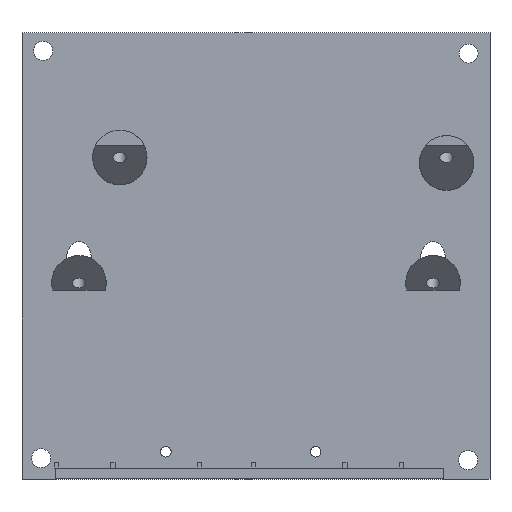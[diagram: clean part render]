
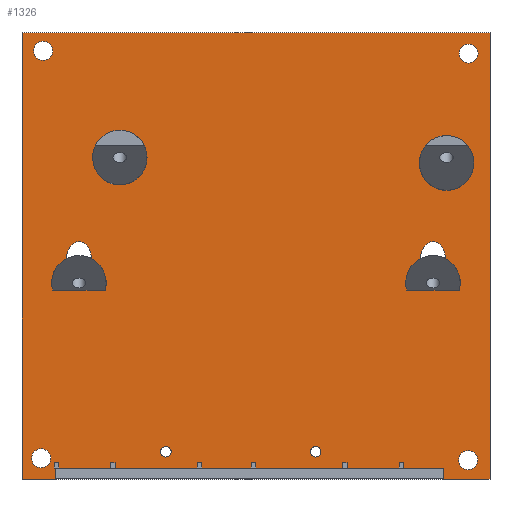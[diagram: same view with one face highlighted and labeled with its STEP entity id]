
A CAD part, top view. The second image highlights one B-rep face of the part: STEP entity #1326.
In plain terms, the highlighted planar face has unit normal (0, 0, 1).
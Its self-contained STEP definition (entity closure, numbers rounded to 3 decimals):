
#35=LINE('',#2058,#151);
#37=LINE('',#2074,#153);
#41=LINE('',#2082,#157);
#43=LINE('',#2086,#159);
#45=LINE('',#2102,#161);
#46=LINE('',#2105,#162);
#47=LINE('',#2107,#163);
#48=LINE('',#2108,#164);
#49=LINE('',#2110,#165);
#50=LINE('',#2112,#166);
#151=VECTOR('',#1622,1000.);
#153=VECTOR('',#1638,1000.);
#157=VECTOR('',#1642,1000.);
#159=VECTOR('',#1646,1000.);
#161=VECTOR('',#1666,1000.);
#162=VECTOR('',#1671,1000.);
#163=VECTOR('',#1674,1000.);
#164=VECTOR('',#1675,1000.);
#165=VECTOR('',#1676,1000.);
#166=VECTOR('',#1677,1000.);
#263=ELLIPSE('',#1456,4.131,2.921);
#264=ELLIPSE('',#1457,4.131,2.921);
#272=PLANE('',#1455);
#397=ORIENTED_EDGE('',*,*,#729,.F.);
#398=ORIENTED_EDGE('',*,*,#678,.T.);
#399=ORIENTED_EDGE('',*,*,#730,.F.);
#400=ORIENTED_EDGE('',*,*,#680,.T.);
#401=ORIENTED_EDGE('',*,*,#731,.F.);
#402=ORIENTED_EDGE('',*,*,#691,.T.);
#403=ORIENTED_EDGE('',*,*,#732,.F.);
#404=ORIENTED_EDGE('',*,*,#687,.T.);
#405=ORIENTED_EDGE('',*,*,#728,.F.);
#406=ORIENTED_EDGE('',*,*,#722,.F.);
#407=ORIENTED_EDGE('',*,*,#720,.F.);
#408=ORIENTED_EDGE('',*,*,#733,.T.);
#409=ORIENTED_EDGE('',*,*,#734,.T.);
#410=ORIENTED_EDGE('',*,*,#735,.T.);
#411=ORIENTED_EDGE('',*,*,#716,.F.);
#412=ORIENTED_EDGE('',*,*,#708,.F.);
#413=ORIENTED_EDGE('',*,*,#724,.T.);
#414=ORIENTED_EDGE('',*,*,#725,.T.);
#415=ORIENTED_EDGE('',*,*,#736,.T.);
#416=ORIENTED_EDGE('',*,*,#737,.T.);
#417=ORIENTED_EDGE('',*,*,#726,.T.);
#418=ORIENTED_EDGE('',*,*,#727,.T.);
#419=ORIENTED_EDGE('',*,*,#702,.T.);
#420=ORIENTED_EDGE('',*,*,#695,.T.);
#678=EDGE_CURVE('',#851,#852,#969,.T.);
#680=EDGE_CURVE('',#854,#853,#970,.T.);
#687=EDGE_CURVE('',#861,#860,#973,.T.);
#691=EDGE_CURVE('',#859,#864,#974,.T.);
#695=EDGE_CURVE('',#868,#868,#977,.T.);
#702=EDGE_CURVE('',#875,#875,#981,.T.);
#708=EDGE_CURVE('',#878,#879,#35,.T.);
#716=EDGE_CURVE('',#879,#886,#37,.T.);
#720=EDGE_CURVE('',#889,#890,#41,.T.);
#722=EDGE_CURVE('',#890,#891,#43,.T.);
#724=EDGE_CURVE('',#892,#892,#989,.T.);
#725=EDGE_CURVE('',#893,#893,#990,.T.);
#726=EDGE_CURVE('',#894,#894,#991,.T.);
#727=EDGE_CURVE('',#895,#895,#992,.T.);
#728=EDGE_CURVE('',#891,#878,#45,.T.);
#729=EDGE_CURVE('',#851,#853,#263,.F.);
#730=EDGE_CURVE('',#854,#852,#46,.T.);
#731=EDGE_CURVE('',#859,#860,#264,.F.);
#732=EDGE_CURVE('',#861,#864,#47,.T.);
#733=EDGE_CURVE('',#889,#896,#48,.T.);
#734=EDGE_CURVE('',#896,#897,#49,.T.);
#735=EDGE_CURVE('',#897,#886,#50,.T.);
#736=EDGE_CURVE('',#898,#898,#993,.T.);
#737=EDGE_CURVE('',#899,#899,#994,.T.);
#851=VERTEX_POINT('',#1938);
#852=VERTEX_POINT('',#1939);
#853=VERTEX_POINT('',#1951);
#854=VERTEX_POINT('',#1953);
#859=VERTEX_POINT('',#1976);
#860=VERTEX_POINT('',#1977);
#861=VERTEX_POINT('',#1979);
#864=VERTEX_POINT('',#1985);
#868=VERTEX_POINT('',#2016);
#875=VERTEX_POINT('',#2046);
#878=VERTEX_POINT('',#2057);
#879=VERTEX_POINT('',#2059);
#886=VERTEX_POINT('',#2075);
#889=VERTEX_POINT('',#2081);
#890=VERTEX_POINT('',#2083);
#891=VERTEX_POINT('',#2087);
#892=VERTEX_POINT('',#2091);
#893=VERTEX_POINT('',#2094);
#894=VERTEX_POINT('',#2097);
#895=VERTEX_POINT('',#2100);
#896=VERTEX_POINT('',#2109);
#897=VERTEX_POINT('',#2111);
#898=VERTEX_POINT('',#2114);
#899=VERTEX_POINT('',#2116);
#969=CIRCLE('',#1410,6.35);
#970=CIRCLE('',#1411,6.35);
#973=CIRCLE('',#1417,6.35);
#974=CIRCLE('',#1419,6.35);
#977=CIRCLE('',#1424,6.35);
#981=CIRCLE('',#1432,6.35);
#989=CIRCLE('',#1447,2.223);
#990=CIRCLE('',#1449,2.223);
#991=CIRCLE('',#1451,2.223);
#992=CIRCLE('',#1453,2.223);
#993=CIRCLE('',#1458,1.219);
#994=CIRCLE('',#1459,1.219);
#1050=EDGE_LOOP('',(#397,#398,#399,#400));
#1051=EDGE_LOOP('',(#401,#402,#403,#404));
#1052=EDGE_LOOP('',(#405,#406,#407,#408,#409,#410,#411,#412));
#1053=EDGE_LOOP('',(#413));
#1054=EDGE_LOOP('',(#414));
#1055=EDGE_LOOP('',(#415));
#1056=EDGE_LOOP('',(#416));
#1057=EDGE_LOOP('',(#417));
#1058=EDGE_LOOP('',(#418));
#1059=EDGE_LOOP('',(#419));
#1060=EDGE_LOOP('',(#420));
#1189=FACE_BOUND('',#1050,.T.);
#1190=FACE_BOUND('',#1051,.T.);
#1191=FACE_BOUND('',#1052,.T.);
#1192=FACE_BOUND('',#1053,.T.);
#1193=FACE_BOUND('',#1054,.T.);
#1194=FACE_BOUND('',#1055,.T.);
#1195=FACE_BOUND('',#1056,.T.);
#1196=FACE_BOUND('',#1057,.T.);
#1197=FACE_BOUND('',#1058,.T.);
#1198=FACE_BOUND('',#1059,.T.);
#1199=FACE_BOUND('',#1060,.T.);
#1326=ADVANCED_FACE('',(#1189,#1190,#1191,#1192,#1193,#1194,#1195,#1196,
#1197,#1198,#1199),#272,.F.);
#1410=AXIS2_PLACEMENT_3D('',#1937,#1559,#1560);
#1411=AXIS2_PLACEMENT_3D('',#1952,#1561,#1562);
#1417=AXIS2_PLACEMENT_3D('',#1978,#1575,#1576);
#1419=AXIS2_PLACEMENT_3D('',#1986,#1581,#1582);
#1424=AXIS2_PLACEMENT_3D('',#2015,#1591,#1592);
#1432=AXIS2_PLACEMENT_3D('',#2045,#1607,#1608);
#1447=AXIS2_PLACEMENT_3D('',#2090,#1650,#1651);
#1449=AXIS2_PLACEMENT_3D('',#2093,#1654,#1655);
#1451=AXIS2_PLACEMENT_3D('',#2096,#1658,#1659);
#1453=AXIS2_PLACEMENT_3D('',#2099,#1662,#1663);
#1455=AXIS2_PLACEMENT_3D('',#2103,#1667,#1668);
#1456=AXIS2_PLACEMENT_3D('',#2104,#1669,#1670);
#1457=AXIS2_PLACEMENT_3D('',#2106,#1672,#1673);
#1458=AXIS2_PLACEMENT_3D('',#2113,#1678,#1679);
#1459=AXIS2_PLACEMENT_3D('',#2115,#1680,#1681);
#1559=DIRECTION('',(0.,0.,-1.));
#1560=DIRECTION('',(0.,1.,0.));
#1561=DIRECTION('',(0.,0.,-1.));
#1562=DIRECTION('',(0.,1.,0.));
#1575=DIRECTION('',(0.,0.,-1.));
#1576=DIRECTION('',(0.,1.,0.));
#1581=DIRECTION('',(0.,0.,-1.));
#1582=DIRECTION('',(0.,1.,0.));
#1591=DIRECTION('',(0.,0.,-1.));
#1592=DIRECTION('',(0.,1.,0.));
#1607=DIRECTION('',(0.,0.,-1.));
#1608=DIRECTION('',(0.,1.,0.));
#1622=DIRECTION('',(0.,-1.,0.));
#1638=DIRECTION('',(-1.,0.,0.));
#1642=DIRECTION('',(-1.,0.,0.));
#1646=DIRECTION('',(0.,1.,0.));
#1650=DIRECTION('',(0.,0.,-1.));
#1651=DIRECTION('',(1.,0.,0.));
#1654=DIRECTION('',(0.,0.,-1.));
#1655=DIRECTION('',(1.,0.,0.));
#1658=DIRECTION('',(0.,0.,-1.));
#1659=DIRECTION('',(1.,0.,0.));
#1662=DIRECTION('',(0.,0.,-1.));
#1663=DIRECTION('',(1.,0.,0.));
#1666=DIRECTION('',(1.,0.,0.));
#1667=DIRECTION('',(0.,0.,-1.));
#1668=DIRECTION('',(-1.,0.,0.));
#1669=DIRECTION('',(0.,0.,-1.));
#1670=DIRECTION('',(0.,-1.,0.));
#1671=DIRECTION('',(1.,0.,0.));
#1672=DIRECTION('',(0.,0.,-1.));
#1673=DIRECTION('',(0.,-1.,0.));
#1674=DIRECTION('',(1.,0.,0.));
#1675=DIRECTION('',(0.,1.,0.));
#1676=DIRECTION('',(1.,0.,0.));
#1677=DIRECTION('',(0.,-1.,0.));
#1678=DIRECTION('',(0.,0.,-1.));
#1679=DIRECTION('',(-1.,0.,0.));
#1680=DIRECTION('',(0.,0.,-1.));
#1681=DIRECTION('',(-1.,0.,0.));
#1937=CARTESIAN_POINT('',(44.344,0.625,1.575));
#1938=CARTESIAN_POINT('',(47.263,6.265,1.575));
#1939=CARTESIAN_POINT('',(50.467,-1.055,1.575));
#1951=CARTESIAN_POINT('',(41.424,6.265,1.575));
#1952=CARTESIAN_POINT('',(44.344,0.625,1.575));
#1953=CARTESIAN_POINT('',(38.22,-1.055,1.575));
#1976=CARTESIAN_POINT('',(-35.287,6.265,1.575));
#1977=CARTESIAN_POINT('',(-41.126,6.265,1.575));
#1978=CARTESIAN_POINT('',(-38.206,0.625,1.575));
#1979=CARTESIAN_POINT('',(-44.33,-1.055,1.575));
#1985=CARTESIAN_POINT('',(-32.083,-1.055,1.575));
#1986=CARTESIAN_POINT('',(-38.206,0.625,1.575));
#2015=CARTESIAN_POINT('',(-28.681,29.81,1.575));
#2016=CARTESIAN_POINT('',(-28.681,36.16,1.575));
#2045=CARTESIAN_POINT('',(47.519,28.553,1.575));
#2046=CARTESIAN_POINT('',(47.519,34.903,1.575));
#2057=CARTESIAN_POINT('',(57.637,58.901,1.575));
#2058=CARTESIAN_POINT('',(57.637,58.901,1.575));
#2059=CARTESIAN_POINT('',(57.637,-45.096,1.575));
#2074=CARTESIAN_POINT('',(57.637,-45.096,1.575));
#2075=CARTESIAN_POINT('',(46.905,-45.096,1.575));
#2081=CARTESIAN_POINT('',(-43.779,-45.096,1.575));
#2082=CARTESIAN_POINT('',(57.637,-45.096,1.575));
#2083=CARTESIAN_POINT('',(-51.48,-45.096,1.575));
#2086=CARTESIAN_POINT('',(-51.48,-45.096,1.575));
#2087=CARTESIAN_POINT('',(-51.48,58.901,1.575));
#2090=CARTESIAN_POINT('',(-47.022,-40.262,1.575));
#2091=CARTESIAN_POINT('',(-44.799,-40.262,1.575));
#2093=CARTESIAN_POINT('',(52.527,-40.717,1.575));
#2094=CARTESIAN_POINT('',(54.749,-40.717,1.575));
#2096=CARTESIAN_POINT('',(52.641,54.093,1.575));
#2097=CARTESIAN_POINT('',(54.863,54.093,1.575));
#2099=CARTESIAN_POINT('',(-46.557,54.746,1.575));
#2100=CARTESIAN_POINT('',(-44.335,54.746,1.575));
#2102=CARTESIAN_POINT('',(-51.48,58.901,1.575));
#2103=CARTESIAN_POINT('',(0.,0.,1.575));
#2104=CARTESIAN_POINT('',(44.344,6.116,1.575));
#2105=CARTESIAN_POINT('',(-101.811,-1.055,1.575));
#2106=CARTESIAN_POINT('',(-38.206,6.116,1.575));
#2107=CARTESIAN_POINT('',(-101.811,-1.055,1.575));
#2108=CARTESIAN_POINT('',(-43.779,-45.096,1.575));
#2109=CARTESIAN_POINT('',(-43.779,-42.556,1.575));
#2110=CARTESIAN_POINT('',(-43.779,-42.556,1.575));
#2111=CARTESIAN_POINT('',(46.905,-42.556,1.575));
#2112=CARTESIAN_POINT('',(46.905,-42.556,1.575));
#2113=CARTESIAN_POINT('',(16.997,-38.746,1.575));
#2114=CARTESIAN_POINT('',(15.778,-38.746,1.575));
#2115=CARTESIAN_POINT('',(-17.928,-38.746,1.575));
#2116=CARTESIAN_POINT('',(-19.147,-38.746,1.575));
